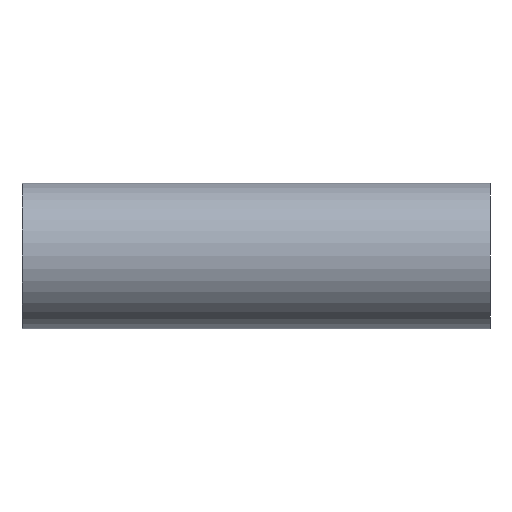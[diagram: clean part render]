
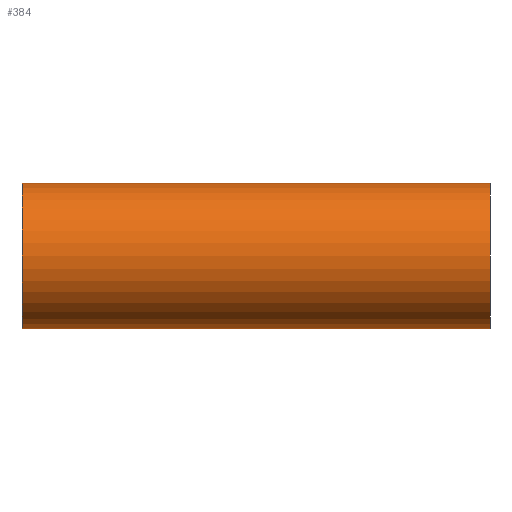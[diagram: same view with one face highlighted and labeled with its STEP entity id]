
A CAD part, left-side view. The second image highlights one B-rep face of the part: STEP entity #384.
In plain terms, the highlighted cylindrical face has radius 90 mm (diameter 180 mm), a partial arc.
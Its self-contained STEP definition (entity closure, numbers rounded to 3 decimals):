
#3 = DIRECTION ( 'NONE',  ( 0., -1., 0. ) ) ;
#8 = ORIENTED_EDGE ( 'NONE', *, *, #296, .T. ) ;
#9 = CARTESIAN_POINT ( 'NONE',  ( 0., 578., -90. ) ) ;
#22 = VECTOR ( 'NONE', #262, 1000. ) ;
#30 = VECTOR ( 'NONE', #238, 1000. ) ;
#33 = ORIENTED_EDGE ( 'NONE', *, *, #81, .F. ) ;
#63 = CARTESIAN_POINT ( 'NONE',  ( 0., 184., 90. ) ) ;
#67 = VERTEX_POINT ( 'NONE', #348 ) ;
#70 = ORIENTED_EDGE ( 'NONE', *, *, #403, .F. ) ;
#81 = EDGE_CURVE ( 'NONE', #376, #181, #387, .T. ) ;
#82 = VERTEX_POINT ( 'NONE', #424 ) ;
#101 = CIRCLE ( 'NONE', #246, 90. ) ;
#110 = AXIS2_PLACEMENT_3D ( 'NONE', #157, #161, #111 ) ;
#111 = DIRECTION ( 'NONE',  ( 0., 0., -1. ) ) ;
#121 = CARTESIAN_POINT ( 'NONE',  ( 0., 578., 90. ) ) ;
#145 = VERTEX_POINT ( 'NONE', #368 ) ;
#152 = DIRECTION ( 'NONE',  ( 0., 1., 0. ) ) ;
#157 = CARTESIAN_POINT ( 'NONE',  ( 0., 578., 0. ) ) ;
#160 = AXIS2_PLACEMENT_3D ( 'NONE', #427, #239, #411 ) ;
#161 = DIRECTION ( 'NONE',  ( 0., -1., 0. ) ) ;
#165 = CARTESIAN_POINT ( 'NONE',  ( 0., 578., 90. ) ) ;
#171 = EDGE_CURVE ( 'NONE', #405, #67, #182, .T. ) ;
#181 = VERTEX_POINT ( 'NONE', #63 ) ;
#182 = LINE ( 'NONE', #480, #22 ) ;
#196 = EDGE_LOOP ( 'NONE', ( #33, #70, #8, #277, #374, #409 ) ) ;
#198 = FACE_OUTER_BOUND ( 'NONE', #196, .T. ) ;
#234 = DIRECTION ( 'NONE',  ( 0., 0., 1. ) ) ;
#237 = CYLINDRICAL_SURFACE ( 'NONE', #110, 90. ) ;
#238 = DIRECTION ( 'NONE',  ( 0., -1., 0. ) ) ;
#239 = DIRECTION ( 'NONE',  ( 0., 1., 0. ) ) ;
#242 = LINE ( 'NONE', #165, #319 ) ;
#246 = AXIS2_PLACEMENT_3D ( 'NONE', #310, #152, #234 ) ;
#262 = DIRECTION ( 'NONE',  ( 0., -1., 0. ) ) ;
#277 = ORIENTED_EDGE ( 'NONE', *, *, #171, .T. ) ;
#296 = EDGE_CURVE ( 'NONE', #82, #405, #343, .T. ) ;
#302 = CARTESIAN_POINT ( 'NONE',  ( 0., 578., 90. ) ) ;
#310 = CARTESIAN_POINT ( 'NONE',  ( 0., 0., 0. ) ) ;
#319 = VECTOR ( 'NONE', #355, 1000. ) ;
#320 = EDGE_CURVE ( 'NONE', #67, #145, #101, .T. ) ;
#343 = LINE ( 'NONE', #9, #359 ) ;
#348 = CARTESIAN_POINT ( 'NONE',  ( 0., 0., -90. ) ) ;
#355 = DIRECTION ( 'NONE',  ( 0., -1., 0. ) ) ;
#359 = VECTOR ( 'NONE', #3, 1000. ) ;
#368 = CARTESIAN_POINT ( 'NONE',  ( 0., 0., 90. ) ) ;
#374 = ORIENTED_EDGE ( 'NONE', *, *, #320, .T. ) ;
#376 = VERTEX_POINT ( 'NONE', #302 ) ;
#384 = ADVANCED_FACE ( 'NONE', ( #198 ), #237, .T. ) ;
#387 = LINE ( 'NONE', #121, #30 ) ;
#388 = CARTESIAN_POINT ( 'NONE',  ( 0., 184., -90. ) ) ;
#403 = EDGE_CURVE ( 'NONE', #82, #376, #479, .T. ) ;
#405 = VERTEX_POINT ( 'NONE', #388 ) ;
#409 = ORIENTED_EDGE ( 'NONE', *, *, #448, .F. ) ;
#411 = DIRECTION ( 'NONE',  ( 0., 0., 1. ) ) ;
#424 = CARTESIAN_POINT ( 'NONE',  ( 0., 578., -90. ) ) ;
#427 = CARTESIAN_POINT ( 'NONE',  ( 0., 578., 0. ) ) ;
#448 = EDGE_CURVE ( 'NONE', #181, #145, #242, .T. ) ;
#479 = CIRCLE ( 'NONE', #160, 90. ) ;
#480 = CARTESIAN_POINT ( 'NONE',  ( 0., 578., -90. ) ) ;
